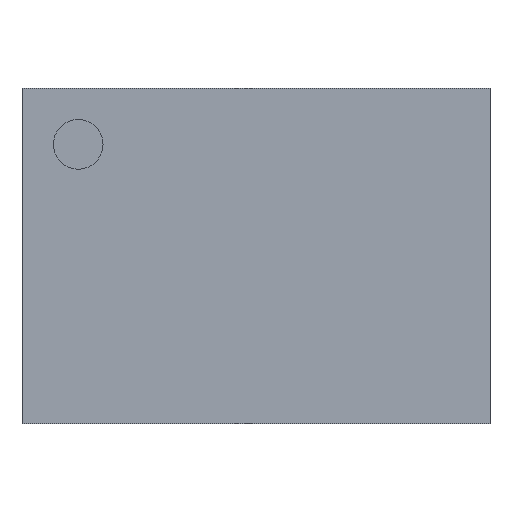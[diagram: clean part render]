
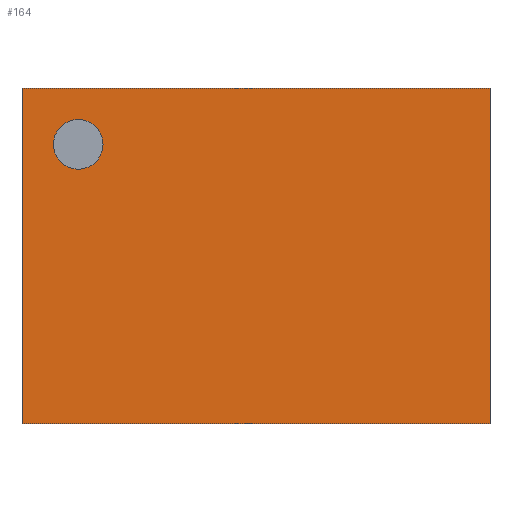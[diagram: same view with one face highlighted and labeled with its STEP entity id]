
A CAD part, top view. The second image highlights one B-rep face of the part: STEP entity #164.
In plain terms, the highlighted planar face has unit normal (0, 0, 1).
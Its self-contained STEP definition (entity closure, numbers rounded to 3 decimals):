
#100 = VERTEX_POINT('',#101);
#101 = CARTESIAN_POINT('',(-1.414,1.014,0.64));
#116 = VERTEX_POINT('',#117);
#117 = CARTESIAN_POINT('',(1.414,1.014,0.64));
#123 = EDGE_CURVE('',#100,#116,#124,.T.);
#124 = LINE('',#125,#126);
#125 = CARTESIAN_POINT('',(-1.414,1.014,0.64));
#126 = VECTOR('',#127,1.);
#127 = DIRECTION('',(1.,0.,0.));
#146 = EDGE_CURVE('',#100,#147,#149,.T.);
#147 = VERTEX_POINT('',#148);
#148 = CARTESIAN_POINT('',(-1.414,-1.014,0.64));
#149 = LINE('',#150,#151);
#150 = CARTESIAN_POINT('',(-1.414,1.014,0.64));
#151 = VECTOR('',#152,1.);
#152 = DIRECTION('',(0.,-1.,0.));
#164 = ADVANCED_FACE('',(#165),#183,.T.);
#165 = FACE_BOUND('',#166,.T.);
#166 = EDGE_LOOP('',(#167,#168,#169,#177));
#167 = ORIENTED_EDGE('',*,*,#123,.F.);
#168 = ORIENTED_EDGE('',*,*,#146,.T.);
#169 = ORIENTED_EDGE('',*,*,#170,.T.);
#170 = EDGE_CURVE('',#147,#171,#173,.T.);
#171 = VERTEX_POINT('',#172);
#172 = CARTESIAN_POINT('',(1.414,-1.014,0.64));
#173 = LINE('',#174,#175);
#174 = CARTESIAN_POINT('',(-1.414,-1.014,0.64));
#175 = VECTOR('',#176,1.);
#176 = DIRECTION('',(1.,0.,0.));
#177 = ORIENTED_EDGE('',*,*,#178,.F.);
#178 = EDGE_CURVE('',#116,#171,#179,.T.);
#179 = LINE('',#180,#181);
#180 = CARTESIAN_POINT('',(1.414,1.014,0.64));
#181 = VECTOR('',#182,1.);
#182 = DIRECTION('',(0.,-1.,0.));
#183 = PLANE('',#184);
#184 = AXIS2_PLACEMENT_3D('',#185,#186,#187);
#185 = CARTESIAN_POINT('',(-1.414,1.014,0.64));
#186 = DIRECTION('',(0.,0.,1.));
#187 = DIRECTION('',(0.,-1.,0.));
